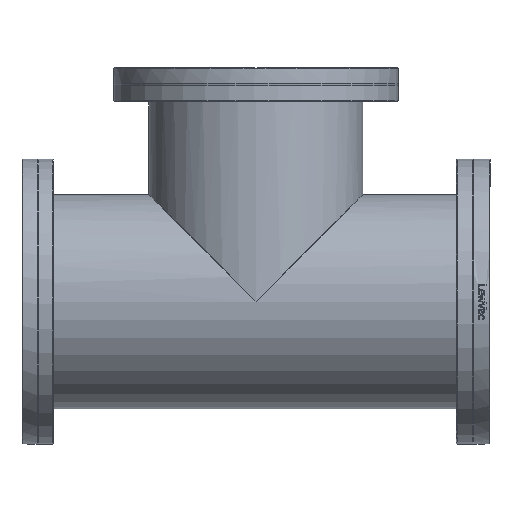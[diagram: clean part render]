
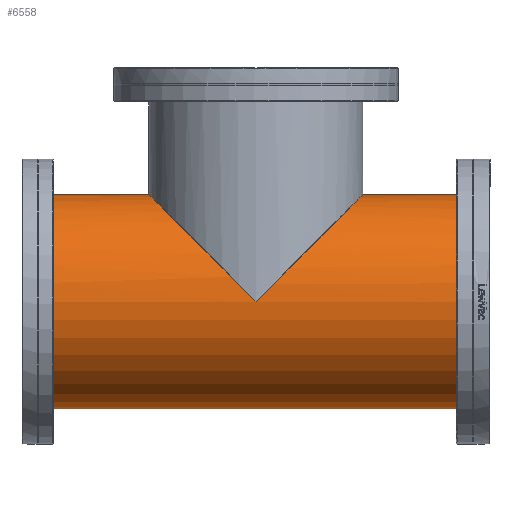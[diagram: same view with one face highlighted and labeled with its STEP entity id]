
A CAD part, left-side view. The second image highlights one B-rep face of the part: STEP entity #6558.
In plain terms, the highlighted cylindrical face has radius 76.2 mm (diameter 152.4 mm), a full revolution.
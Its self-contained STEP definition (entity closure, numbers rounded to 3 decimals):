
#11=ELLIPSE('',#7252,107.763,76.2);
#14=ELLIPSE('',#7255,107.763,76.2);
#15=ELLIPSE('',#7257,107.763,76.2);
#18=ELLIPSE('',#7260,107.763,76.2);
#539=CYLINDRICAL_SURFACE('',#7261,76.2);
#1076=FACE_OUTER_BOUND('',#1536,.T.);
#1536=EDGE_LOOP('',(#6070,#6071,#6072,#6073,#6074,#6075,#6076,#6077,#6078,
#6079));
#1891=LINE('',#36917,#2242);
#1892=LINE('',#36919,#2243);
#2242=VECTOR('',#8775,76.2);
#2243=VECTOR('',#8776,76.2);
#2563=CIRCLE('',#7262,76.2);
#2564=CIRCLE('',#7263,76.2);
#3188=VERTEX_POINT('',#36895);
#3189=VERTEX_POINT('',#36896);
#3193=VERTEX_POINT('',#36904);
#3194=VERTEX_POINT('',#36908);
#3196=VERTEX_POINT('',#36915);
#3197=VERTEX_POINT('',#36918);
#4148=EDGE_CURVE('',#3188,#3189,#11,.T.);
#4153=EDGE_CURVE('',#3189,#3193,#14,.T.);
#4154=EDGE_CURVE('',#3193,#3194,#15,.T.);
#4157=EDGE_CURVE('',#3194,#3188,#18,.T.);
#4158=EDGE_CURVE('',#3196,#3196,#2563,.T.);
#4159=EDGE_CURVE('',#3196,#3189,#1891,.T.);
#4160=EDGE_CURVE('',#3194,#3197,#1892,.T.);
#4161=EDGE_CURVE('',#3197,#3197,#2564,.T.);
#6070=ORIENTED_EDGE('',*,*,#4158,.F.);
#6071=ORIENTED_EDGE('',*,*,#4159,.T.);
#6072=ORIENTED_EDGE('',*,*,#4153,.T.);
#6073=ORIENTED_EDGE('',*,*,#4154,.T.);
#6074=ORIENTED_EDGE('',*,*,#4160,.T.);
#6075=ORIENTED_EDGE('',*,*,#4161,.F.);
#6076=ORIENTED_EDGE('',*,*,#4160,.F.);
#6077=ORIENTED_EDGE('',*,*,#4157,.T.);
#6078=ORIENTED_EDGE('',*,*,#4148,.T.);
#6079=ORIENTED_EDGE('',*,*,#4159,.F.);
#6558=ADVANCED_FACE('',(#1076),#539,.T.);
#7252=AXIS2_PLACEMENT_3D('',#36897,#8751,#8752);
#7255=AXIS2_PLACEMENT_3D('',#36906,#8759,#8760);
#7257=AXIS2_PLACEMENT_3D('',#36909,#8763,#8764);
#7260=AXIS2_PLACEMENT_3D('',#36913,#8769,#8770);
#7261=AXIS2_PLACEMENT_3D('',#36914,#8771,#8772);
#7262=AXIS2_PLACEMENT_3D('',#36916,#8773,#8774);
#7263=AXIS2_PLACEMENT_3D('',#36920,#8777,#8778);
#8751=DIRECTION('center_axis',(-0.707,0.,
0.707));
#8752=DIRECTION('ref_axis',(-0.707,0.,-0.707));
#8759=DIRECTION('center_axis',(-0.707,0.,
0.707));
#8760=DIRECTION('ref_axis',(-0.707,0.,-0.707));
#8763=DIRECTION('center_axis',(-0.707,0.,
-0.707));
#8764=DIRECTION('ref_axis',(-0.707,0.,0.707));
#8769=DIRECTION('center_axis',(-0.707,0.,
-0.707));
#8770=DIRECTION('ref_axis',(-0.707,0.,0.707));
#8771=DIRECTION('center_axis',(0.,0.,1.));
#8772=DIRECTION('ref_axis',(-1.,0.,0.));
#8773=DIRECTION('center_axis',(0.,0.,1.));
#8774=DIRECTION('ref_axis',(-1.,0.,0.));
#8775=DIRECTION('',(0.,0.,-1.));
#8776=DIRECTION('',(0.,0.,-1.));
#8777=DIRECTION('center_axis',(0.,0.,-1.));
#8778=DIRECTION('ref_axis',(-1.,0.,0.));
#36895=CARTESIAN_POINT('',(0.,-76.2,153.9));
#36896=CARTESIAN_POINT('',(76.2,0.,230.1));
#36897=CARTESIAN_POINT('Origin',(0.,0.,153.9));
#36904=CARTESIAN_POINT('',(0.,76.2,153.9));
#36906=CARTESIAN_POINT('Origin',(0.,0.,153.9));
#36908=CARTESIAN_POINT('',(76.2,0.,77.7));
#36909=CARTESIAN_POINT('Origin',(0.,0.,153.9));
#36913=CARTESIAN_POINT('Origin',(0.,0.,153.9));
#36914=CARTESIAN_POINT('Origin',(0.,0.,0.));
#36915=CARTESIAN_POINT('',(76.2,0.,307.8));
#36916=CARTESIAN_POINT('Origin',(0.,0.,307.8));
#36917=CARTESIAN_POINT('',(76.2,0.,0.));
#36918=CARTESIAN_POINT('',(76.2,0.,0.));
#36919=CARTESIAN_POINT('',(76.2,0.,0.));
#36920=CARTESIAN_POINT('Origin',(0.,0.,0.));
